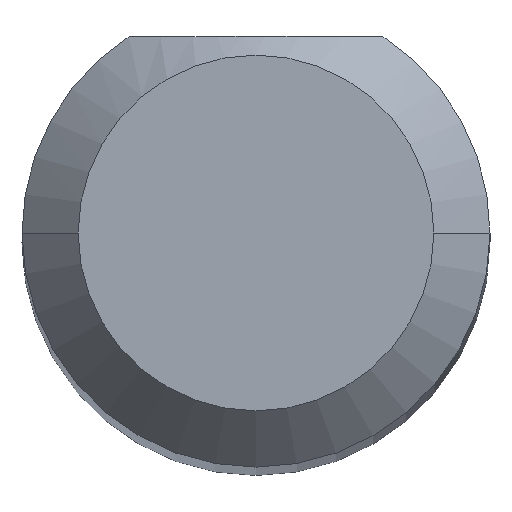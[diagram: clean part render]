
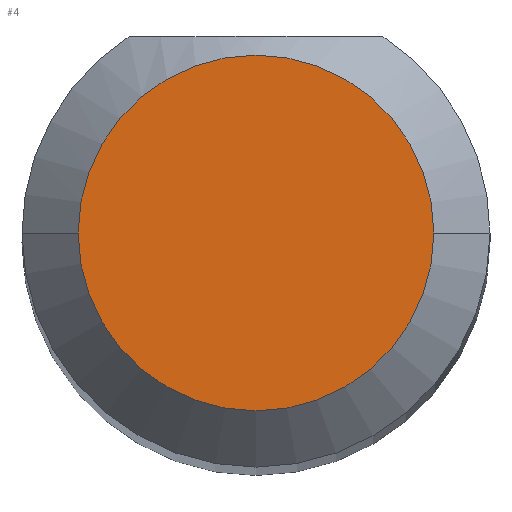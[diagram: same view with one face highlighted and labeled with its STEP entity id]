
A CAD part, top view. The second image highlights one B-rep face of the part: STEP entity #4.
In plain terms, the highlighted planar face has unit normal (0, 0, 1).
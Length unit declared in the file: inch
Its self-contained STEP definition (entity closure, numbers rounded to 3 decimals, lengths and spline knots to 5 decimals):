
#4 = ADVANCED_FACE ( 'NONE', ( #456 ), #285, .T. ) ;
#29 = ORIENTED_EDGE ( 'NONE', *, *, #477, .F. ) ;
#101 = DIRECTION ( 'NONE',  ( 0., 0., -1. ) ) ;
#125 = CARTESIAN_POINT ( 'NONE',  ( 0.2975, 0., 1.5 ) ) ;
#133 = CIRCLE ( 'NONE', #327, 0.0475 ) ;
#156 = DIRECTION ( 'NONE',  ( 0., 0., 1. ) ) ;
#190 = ORIENTED_EDGE ( 'NONE', *, *, #204, .F. ) ;
#194 = VERTEX_POINT ( 'NONE', #125 ) ;
#204 = EDGE_CURVE ( 'NONE', #194, #212, #133, .T. ) ;
#212 = VERTEX_POINT ( 'NONE', #339 ) ;
#254 = DIRECTION ( 'NONE',  ( -1., 0., 0. ) ) ;
#262 = CARTESIAN_POINT ( 'NONE',  ( 0.25, 0., 1.5 ) ) ;
#277 = EDGE_LOOP ( 'NONE', ( #190, #29 ) ) ;
#284 = CIRCLE ( 'NONE', #329, 0.0475 ) ;
#285 = PLANE ( 'NONE',  #383 ) ;
#293 = DIRECTION ( 'NONE',  ( -1., 0., 0. ) ) ;
#327 = AXIS2_PLACEMENT_3D ( 'NONE', #262, #433, #427 ) ;
#329 = AXIS2_PLACEMENT_3D ( 'NONE', #494, #101, #293 ) ;
#339 = CARTESIAN_POINT ( 'NONE',  ( 0.2025, 0., 1.5 ) ) ;
#383 = AXIS2_PLACEMENT_3D ( 'NONE', #541, #156, #254 ) ;
#427 = DIRECTION ( 'NONE',  ( -1., 0., 0. ) ) ;
#433 = DIRECTION ( 'NONE',  ( 0., 0., -1. ) ) ;
#456 = FACE_OUTER_BOUND ( 'NONE', #277, .T. ) ;
#477 = EDGE_CURVE ( 'NONE', #212, #194, #284, .T. ) ;
#494 = CARTESIAN_POINT ( 'NONE',  ( 0.25, 0., 1.5 ) ) ;
#541 = CARTESIAN_POINT ( 'NONE',  ( 0.25, 0., 1.5 ) ) ;
